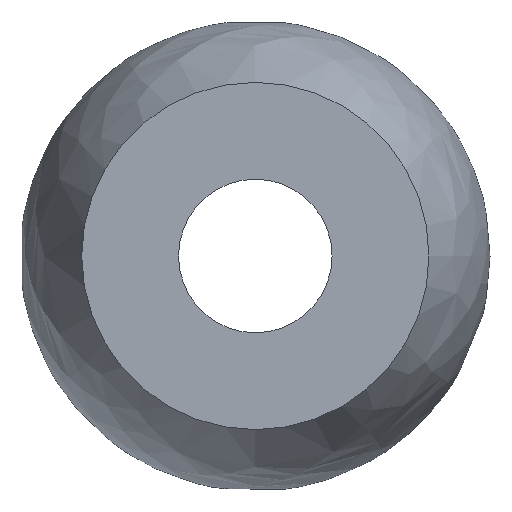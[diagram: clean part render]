
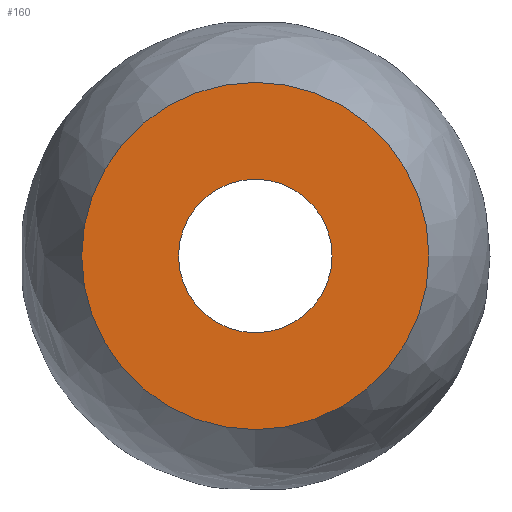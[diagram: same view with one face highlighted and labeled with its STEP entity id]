
A CAD part, front view. The second image highlights one B-rep face of the part: STEP entity #160.
In plain terms, the highlighted planar face has unit normal (0, -1, 0).
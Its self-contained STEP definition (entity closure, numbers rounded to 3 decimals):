
#22=FACE_BOUND('',#48,.T.);
#26=PLANE('',#194);
#34=FACE_OUTER_BOUND('',#47,.T.);
#47=EDGE_LOOP('',(#131));
#48=EDGE_LOOP('',(#132));
#73=CIRCLE('',#193,36.185);
#74=CIRCLE('',#195,16.);
#85=VERTEX_POINT('',#447);
#87=VERTEX_POINT('',#472);
#103=EDGE_CURVE('',#85,#85,#73,.T.);
#104=EDGE_CURVE('',#87,#87,#74,.T.);
#131=ORIENTED_EDGE('',*,*,#103,.T.);
#132=ORIENTED_EDGE('',*,*,#104,.F.);
#160=ADVANCED_FACE('',(#34,#22),#26,.T.);
#193=AXIS2_PLACEMENT_3D('',#470,#234,#235);
#194=AXIS2_PLACEMENT_3D('',#471,#236,#237);
#195=AXIS2_PLACEMENT_3D('',#473,#238,#239);
#234=DIRECTION('center_axis',(0.,-1.,0.));
#235=DIRECTION('ref_axis',(1.,0.,0.));
#236=DIRECTION('center_axis',(0.,-1.,0.));
#237=DIRECTION('ref_axis',(0.,0.,-1.));
#238=DIRECTION('center_axis',(0.,-1.,0.));
#239=DIRECTION('ref_axis',(1.,0.,0.));
#447=CARTESIAN_POINT('',(-254.847,189.002,0.));
#470=CARTESIAN_POINT('Origin',(-291.032,189.002,0.));
#471=CARTESIAN_POINT('Origin',(-275.032,189.002,0.));
#472=CARTESIAN_POINT('',(-307.032,189.002,0.));
#473=CARTESIAN_POINT('Origin',(-291.032,189.002,0.));
